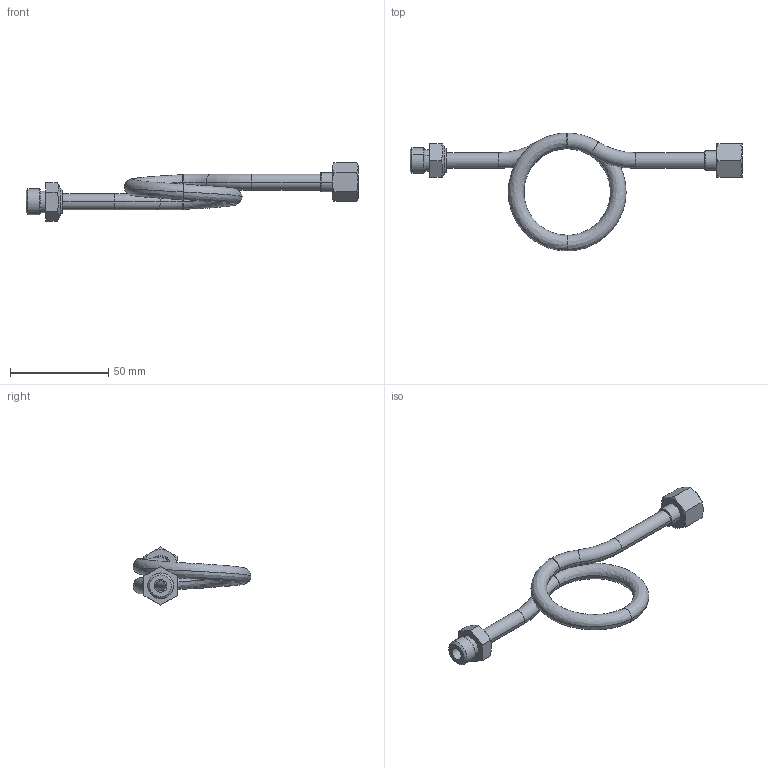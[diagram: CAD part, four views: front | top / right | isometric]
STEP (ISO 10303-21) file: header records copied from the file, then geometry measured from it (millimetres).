
FILE_DESCRIPTION(('CATIA V5 STEP Exchange','CAx-IF Rec.Pracs.--- Model Styling and Organization---1.5--- 2016-08-15','CAx-IF Rec.Pracs.---Supplemental Geometry---1.0---2011-11-01','CAx-IF Rec.Pracs.--- Composite Materials ---3.4---2017-06-13','CAx-IF Rec.Pracs.---Tessellated 3D Geometry---1.0---2015-12-17'),'2;1');
FILE_NAME('STEP_691200_-_TST.stp','2022-12-16T07:28:08+00:00',('none'),('none'),'CATIA Version 5-6 Release 2020 SP5','CATIA V5 STEP AP242 v2','none');
FILE_SCHEMA(('AP242_MANAGED_MODEL_BASED_3D_ENGINEERING_MIM_LF {1 0 10303 442 1 1 4}'));
Length unit declared in the file: millimetre
Products named in the file (1): 691200 - TST
Bounding box: 169 x 60 x 29.63 mm (x, y, z)
Volume: 14260 mm3; surface area: 16772.9 mm2
Topology: 2 solids, 2 shells, 113 faces, 248 edges, 148 vertices
Faces by surface type: cylinder 28, cone 28, plane 25, torus 16, bspline 16
Entity records: 4318 total; most frequent: CARTESIAN_POINT 2210, ORIENTED_EDGE 496, DIRECTION 290, EDGE_CURVE 248, AXIS2_PLACEMENT_3D 172, VERTEX_POINT 148, EDGE_LOOP 126, CIRCLE 114
